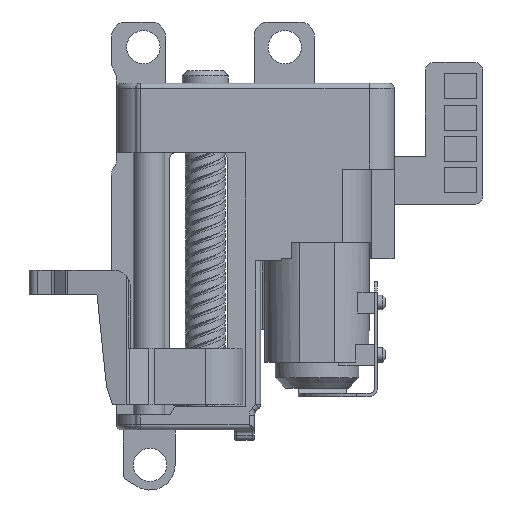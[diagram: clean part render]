
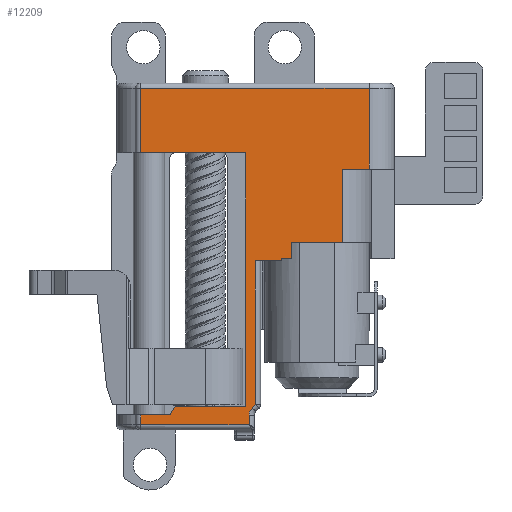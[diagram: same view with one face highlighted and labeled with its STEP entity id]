
A CAD part, front view. The second image highlights one B-rep face of the part: STEP entity #12209.
In plain terms, the highlighted planar face has unit normal (0, -1, 0).
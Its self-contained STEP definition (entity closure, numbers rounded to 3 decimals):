
#2150=DIRECTION('',(1.,0.,0.));
#2151=VECTOR('',#2150,5.05);
#2152=CARTESIAN_POINT('',(-0.45,-3.5,14.95));
#2153=LINE('',#2152,#2151);
#3233=DIRECTION('',(1.,0.,0.));
#3234=VECTOR('',#3233,1.25);
#3235=CARTESIAN_POINT('',(5.05,-3.5,9.777));
#3236=LINE('',#3235,#3234);
#3322=DIRECTION('',(1.,0.,0.));
#3323=VECTOR('',#3322,10.95);
#3324=CARTESIAN_POINT('',(-0.45,-3.5,18.038));
#3325=LINE('',#3324,#3323);
#3329=DIRECTION('',(0.,0.,1.));
#3330=VECTOR('',#3329,3.861);
#3331=CARTESIAN_POINT('',(10.5,-3.5,14.177));
#3332=LINE('',#3331,#3330);
#3336=DIRECTION('',(-1.,0.,0.));
#3337=VECTOR('',#3336,1.288);
#3338=CARTESIAN_POINT('',(10.5,-3.5,14.177));
#3339=LINE('',#3338,#3337);
#3343=DIRECTION('',(0.,0.,-1.));
#3344=VECTOR('',#3343,3.5);
#3345=CARTESIAN_POINT('',(9.212,-3.5,14.177));
#3346=LINE('',#3345,#3344);
#3350=DIRECTION('',(-1.,0.,0.));
#3351=VECTOR('',#3350,0.233);
#3352=CARTESIAN_POINT('',(9.212,-3.5,10.677));
#3353=LINE('',#3352,#3351);
#3357=DIRECTION('',(-1.,0.,0.));
#3358=VECTOR('',#3357,1.96);
#3359=CARTESIAN_POINT('',(8.98,-3.5,10.677));
#3360=LINE('',#3359,#3358);
#3364=DIRECTION('',(-1.,0.,0.));
#3365=VECTOR('',#3364,0.233);
#3366=CARTESIAN_POINT('',(7.02,-3.5,10.677));
#3367=LINE('',#3366,#3365);
#3371=DIRECTION('',(0.,0.,-1.));
#3372=VECTOR('',#3371,0.8);
#3373=CARTESIAN_POINT('',(6.788,-3.5,10.677));
#3374=LINE('',#3373,#3372);
#3378=DIRECTION('',(-1.,0.,0.));
#3379=VECTOR('',#3378,0.488);
#3380=CARTESIAN_POINT('',(6.788,-3.5,9.877));
#3381=LINE('',#3380,#3379);
#3385=DIRECTION('',(0.,0.,1.));
#3386=VECTOR('',#3385,0.1);
#3387=CARTESIAN_POINT('',(6.3,-3.5,9.777));
#3388=LINE('',#3387,#3386);
#3392=DIRECTION('',(0.,0.,1.));
#3393=VECTOR('',#3392,6.886);
#3394=CARTESIAN_POINT('',(5.05,-3.5,2.891));
#3395=LINE('',#3394,#3393);
#3399=DIRECTION('',(0.707,0.,0.707));
#3400=VECTOR('',#3399,0.217);
#3401=CARTESIAN_POINT('',(4.896,-3.5,2.738));
#3402=LINE('',#3401,#3400);
#3406=CARTESIAN_POINT('',(5.25,-3.5,2.384));
#3407=DIRECTION('',(0.,1.,0.));
#3408=DIRECTION('',(-1.,0.,0.));
#3409=AXIS2_PLACEMENT_3D('',#3406,#3407,#3408);
#3414=DIRECTION('',(0.,0.,1.));
#3415=VECTOR('',#3414,0.457);
#3416=CARTESIAN_POINT('',(4.75,-3.5,1.927));
#3417=LINE('',#3416,#3415);
#3421=DIRECTION('',(-1.,0.,0.));
#3422=VECTOR('',#3421,5.2);
#3423=CARTESIAN_POINT('',(4.75,-3.5,1.927));
#3424=LINE('',#3423,#3422);
#3428=DIRECTION('',(0.,0.,1.));
#3429=VECTOR('',#3428,0.473);
#3430=CARTESIAN_POINT('',(-0.45,-3.5,1.927));
#3431=LINE('',#3430,#3429);
#3435=DIRECTION('',(1.,0.,0.));
#3436=VECTOR('',#3435,1.419);
#3437=CARTESIAN_POINT('',(-0.45,-3.5,2.4));
#3438=LINE('',#3437,#3436);
#3442=DIRECTION('',(0.5,0.,0.866));
#3443=VECTOR('',#3442,0.462);
#3444=CARTESIAN_POINT('',(0.969,-3.5,2.4));
#3445=LINE('',#3444,#3443);
#3449=DIRECTION('',(1.,0.,0.));
#3450=VECTOR('',#3449,3.4);
#3451=CARTESIAN_POINT('',(1.2,-3.5,2.8));
#3452=LINE('',#3451,#3450);
#3456=DIRECTION('',(0.,0.,1.));
#3457=VECTOR('',#3456,12.15);
#3458=CARTESIAN_POINT('',(4.6,-3.5,2.8));
#3459=LINE('',#3458,#3457);
#3463=DIRECTION('',(0.,0.,1.));
#3464=VECTOR('',#3463,3.088);
#3465=CARTESIAN_POINT('',(-0.45,-3.5,14.95));
#3466=LINE('',#3465,#3464);
#7965=CARTESIAN_POINT('',(0.969,-3.5,2.4));
#7966=CARTESIAN_POINT('',(1.2,-3.5,2.8));
#7967=VERTEX_POINT('',#7965);
#7968=VERTEX_POINT('',#7966);
#7969=CARTESIAN_POINT('',(4.6,-3.5,2.8));
#7970=VERTEX_POINT('',#7969);
#7971=CARTESIAN_POINT('',(4.6,-3.5,14.95));
#7972=VERTEX_POINT('',#7971);
#8005=CARTESIAN_POINT('',(6.788,-3.5,10.677));
#8006=CARTESIAN_POINT('',(6.788,-3.5,9.877));
#8007=VERTEX_POINT('',#8005);
#8008=VERTEX_POINT('',#8006);
#8015=CARTESIAN_POINT('',(6.3,-3.5,9.877));
#8016=VERTEX_POINT('',#8015);
#8021=CARTESIAN_POINT('',(6.3,-3.5,9.777));
#8023=VERTEX_POINT('',#8021);
#8035=CARTESIAN_POINT('',(10.5,-3.5,14.177));
#8036=CARTESIAN_POINT('',(9.212,-3.5,14.177));
#8037=VERTEX_POINT('',#8035);
#8038=VERTEX_POINT('',#8036);
#8039=CARTESIAN_POINT('',(9.212,-3.5,10.677));
#8040=VERTEX_POINT('',#8039);
#8067=CARTESIAN_POINT('',(8.98,-3.5,10.677));
#8068=CARTESIAN_POINT('',(7.02,-3.5,10.677));
#8069=VERTEX_POINT('',#8067);
#8070=VERTEX_POINT('',#8068);
#8181=CARTESIAN_POINT('',(-0.45,-3.5,14.95));
#8183=VERTEX_POINT('',#8181);
#8186=CARTESIAN_POINT('',(-0.45,-3.5,2.4));
#8188=VERTEX_POINT('',#8186);
#8396=CARTESIAN_POINT('',(5.05,-3.5,2.891));
#8397=CARTESIAN_POINT('',(5.05,-3.5,9.777));
#8398=VERTEX_POINT('',#8396);
#8399=VERTEX_POINT('',#8397);
#8402=CARTESIAN_POINT('',(4.896,-3.5,2.738));
#8403=VERTEX_POINT('',#8402);
#8406=CARTESIAN_POINT('',(4.75,-3.5,2.384));
#8407=VERTEX_POINT('',#8406);
#8410=CARTESIAN_POINT('',(4.75,-3.5,1.927));
#8411=VERTEX_POINT('',#8410);
#8418=CARTESIAN_POINT('',(-0.45,-3.5,1.927));
#8419=VERTEX_POINT('',#8418);
#8743=CARTESIAN_POINT('',(10.5,-3.5,18.038));
#8744=VERTEX_POINT('',#8743);
#8747=CARTESIAN_POINT('',(-0.45,-3.5,18.038));
#8748=VERTEX_POINT('',#8747);
#12168=CARTESIAN_POINT('',(11.7,-3.5,18.288));
#12169=DIRECTION('',(0.,-1.,0.));
#12170=DIRECTION('',(-1.,0.,0.));
#12171=AXIS2_PLACEMENT_3D('',#12168,#12169,#12170);
#12172=PLANE('',#12171);
#12174=ORIENTED_EDGE('',*,*,#12173,.T.);
#12176=ORIENTED_EDGE('',*,*,#12175,.F.);
#12178=ORIENTED_EDGE('',*,*,#12177,.T.);
#12180=ORIENTED_EDGE('',*,*,#12179,.T.);
#12182=ORIENTED_EDGE('',*,*,#12181,.T.);
#12183=ORIENTED_EDGE('',*,*,#10458,.T.);
#12185=ORIENTED_EDGE('',*,*,#12184,.T.);
#12186=ORIENTED_EDGE('',*,*,#11984,.T.);
#12187=ORIENTED_EDGE('',*,*,#11934,.T.);
#12188=ORIENTED_EDGE('',*,*,#12060,.F.);
#12189=ORIENTED_EDGE('',*,*,#12076,.F.);
#12190=ORIENTED_EDGE('',*,*,#12108,.F.);
#12191=ORIENTED_EDGE('',*,*,#12159,.F.);
#12193=ORIENTED_EDGE('',*,*,#12192,.F.);
#12195=ORIENTED_EDGE('',*,*,#12194,.F.);
#12196=ORIENTED_EDGE('',*,*,#10830,.T.);
#12197=ORIENTED_EDGE('',*,*,#10860,.T.);
#12198=ORIENTED_EDGE('',*,*,#10947,.T.);
#12200=ORIENTED_EDGE('',*,*,#12199,.T.);
#12202=ORIENTED_EDGE('',*,*,#12201,.T.);
#12204=ORIENTED_EDGE('',*,*,#12203,.T.);
#12205=ORIENTED_EDGE('',*,*,#10992,.F.);
#12206=ORIENTED_EDGE('',*,*,#11063,.T.);
#12207=EDGE_LOOP('',(#12174,#12176,#12178,#12180,#12182,#12183,#12185,#12186,
#12187,#12188,#12189,#12190,#12191,#12193,#12195,#12196,#12197,#12198,#12200,
#12202,#12204,#12205,#12206));
#12208=FACE_OUTER_BOUND('',#12207,.F.);
#3410=CIRCLE('',#3409,0.5);
#10458=EDGE_CURVE('',#8069,#8070,#3360,.T.);
#10830=EDGE_CURVE('',#8411,#8419,#3424,.T.);
#10860=EDGE_CURVE('',#8419,#8188,#3431,.T.);
#10947=EDGE_CURVE('',#8188,#7967,#3438,.T.);
#10992=EDGE_CURVE('',#8183,#7972,#2153,.T.);
#11063=EDGE_CURVE('',#8183,#8748,#3466,.T.);
#11934=EDGE_CURVE('',#8008,#8016,#3381,.T.);
#11984=EDGE_CURVE('',#8007,#8008,#3374,.T.);
#12060=EDGE_CURVE('',#8023,#8016,#3388,.T.);
#12076=EDGE_CURVE('',#8399,#8023,#3236,.T.);
#12108=EDGE_CURVE('',#8398,#8399,#3395,.T.);
#12159=EDGE_CURVE('',#8403,#8398,#3402,.T.);
#12173=EDGE_CURVE('',#8748,#8744,#3325,.T.);
#12175=EDGE_CURVE('',#8037,#8744,#3332,.T.);
#12177=EDGE_CURVE('',#8037,#8038,#3339,.T.);
#12179=EDGE_CURVE('',#8038,#8040,#3346,.T.);
#12181=EDGE_CURVE('',#8040,#8069,#3353,.T.);
#12184=EDGE_CURVE('',#8070,#8007,#3367,.T.);
#12192=EDGE_CURVE('',#8407,#8403,#3410,.T.);
#12194=EDGE_CURVE('',#8411,#8407,#3417,.T.);
#12199=EDGE_CURVE('',#7967,#7968,#3445,.T.);
#12201=EDGE_CURVE('',#7968,#7970,#3452,.T.);
#12203=EDGE_CURVE('',#7970,#7972,#3459,.T.);
#12209=ADVANCED_FACE('',(#12208),#12172,.T.);
